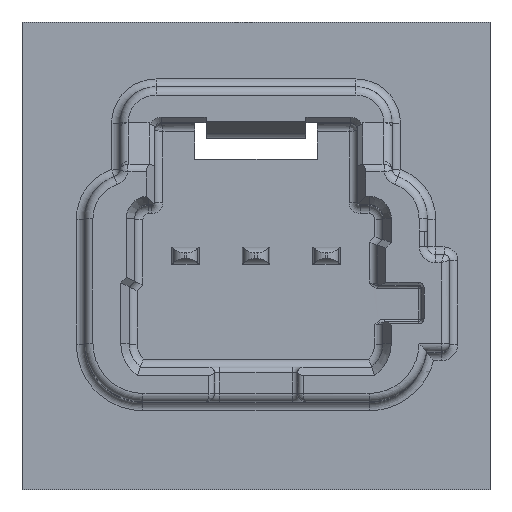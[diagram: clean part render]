
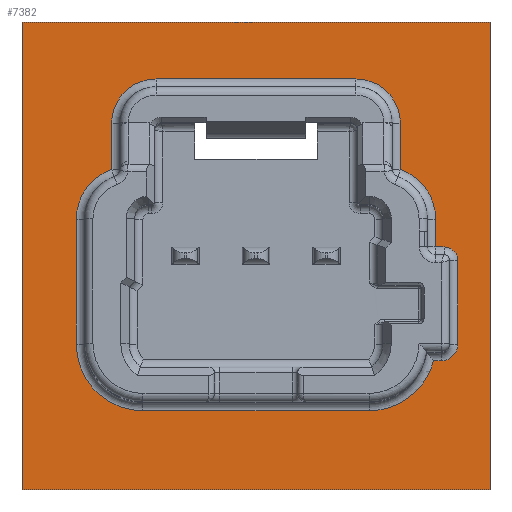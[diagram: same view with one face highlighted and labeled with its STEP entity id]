
A CAD part, top view. The second image highlights one B-rep face of the part: STEP entity #7382.
In plain terms, the highlighted planar face has unit normal (0, 0, 1).
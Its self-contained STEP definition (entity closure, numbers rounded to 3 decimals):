
#999=AXIS2_PLACEMENT_3D('Circle Axis2P3D',#997,#998,$) ;
#1645=AXIS2_PLACEMENT_3D('Circle Axis2P3D',#1643,#1644,$) ;
#3294=AXIS2_PLACEMENT_3D('Circle Axis2P3D',#3292,#3293,$) ;
#3365=AXIS2_PLACEMENT_3D('Circle Axis2P3D',#3363,#3364,$) ;
#3497=AXIS2_PLACEMENT_3D('Circle Axis2P3D',#3495,#3496,$) ;
#3607=AXIS2_PLACEMENT_3D('Circle Axis2P3D',#3605,#3606,$) ;
#5473=AXIS2_PLACEMENT_3D('Circle Axis2P3D',#5471,#5472,$) ;
#5679=AXIS2_PLACEMENT_3D('Circle Axis2P3D',#5677,#5678,$) ;
#7315=AXIS2_PLACEMENT_3D('Plane Axis2P3D',#7312,#7313,#7314) ;
#947=CARTESIAN_POINT('Vertex',(5.2,3.118,0.)) ;
#994=CARTESIAN_POINT('Vertex',(6.47,1.325,0.)) ;
#997=CARTESIAN_POINT('Axis2P3D Location',(4.57,1.325,0.)) ;
#1495=CARTESIAN_POINT('Line Origine',(5.2,0.,0.)) ;
#1499=CARTESIAN_POINT('Vertex',(5.2,4.775,0.)) ;
#1643=CARTESIAN_POINT('Axis2P3D Location',(3.6,4.775,0.)) ;
#1647=CARTESIAN_POINT('Vertex',(3.6,6.375,0.)) ;
#3289=CARTESIAN_POINT('Vertex',(7.27,-0.175,0.)) ;
#3292=CARTESIAN_POINT('Axis2P3D Location',(6.77,-0.175,0.)) ;
#3296=CARTESIAN_POINT('Vertex',(6.77,0.325,0.)) ;
#3360=CARTESIAN_POINT('Vertex',(-3.6,6.375,0.)) ;
#3363=CARTESIAN_POINT('Axis2P3D Location',(-3.6,4.775,0.)) ;
#3367=CARTESIAN_POINT('Vertex',(-5.2,4.775,0.)) ;
#3426=CARTESIAN_POINT('Line Origine',(-5.2,0.,0.)) ;
#3430=CARTESIAN_POINT('Vertex',(-5.2,3.118,0.)) ;
#3495=CARTESIAN_POINT('Axis2P3D Location',(-4.57,1.325,0.)) ;
#3499=CARTESIAN_POINT('Vertex',(-6.47,1.325,0.)) ;
#3550=CARTESIAN_POINT('Line Origine',(-6.47,0.,0.)) ;
#3554=CARTESIAN_POINT('Vertex',(-6.47,-3.175,0.)) ;
#3605=CARTESIAN_POINT('Axis2P3D Location',(-4.07,-3.175,0.)) ;
#3609=CARTESIAN_POINT('Vertex',(-4.07,-5.575,0.)) ;
#5468=CARTESIAN_POINT('Vertex',(6.67,-3.775,0.)) ;
#5471=CARTESIAN_POINT('Axis2P3D Location',(6.67,-3.175,0.)) ;
#5475=CARTESIAN_POINT('Vertex',(7.27,-3.175,0.)) ;
#5614=CARTESIAN_POINT('Line Origine',(0.,-5.575,0.)) ;
#5618=CARTESIAN_POINT('Vertex',(4.07,-5.575,0.)) ;
#5674=CARTESIAN_POINT('Vertex',(6.394,-3.775,0.)) ;
#5677=CARTESIAN_POINT('Axis2P3D Location',(4.07,-3.175,0.)) ;
#6417=CARTESIAN_POINT('Line Origine',(0.,6.375,0.)) ;
#6825=CARTESIAN_POINT('Line Origine',(0.,-3.775,0.)) ;
#6870=CARTESIAN_POINT('Line Origine',(7.27,0.,0.)) ;
#7166=CARTESIAN_POINT('Line Origine',(0.,0.325,0.)) ;
#7170=CARTESIAN_POINT('Vertex',(6.47,0.325,0.)) ;
#7253=CARTESIAN_POINT('Line Origine',(6.47,0.,0.)) ;
#7312=CARTESIAN_POINT('Axis2P3D Location',(0.,0.,0.)) ;
#7329=CARTESIAN_POINT('Line Origine',(0.,8.425,0.)) ;
#7333=CARTESIAN_POINT('Vertex',(8.426,8.425,0.)) ;
#7335=CARTESIAN_POINT('Vertex',(-8.426,8.425,0.)) ;
#7338=CARTESIAN_POINT('Line Origine',(-8.426,0.,0.)) ;
#7342=CARTESIAN_POINT('Vertex',(-8.426,-8.425,0.)) ;
#7345=CARTESIAN_POINT('Line Origine',(0.,-8.425,0.)) ;
#7349=CARTESIAN_POINT('Vertex',(8.426,-8.425,0.)) ;
#7352=CARTESIAN_POINT('Line Origine',(8.426,0.,0.)) ;
#998=DIRECTION('Axis2P3D Direction',(0.,0.,1.)) ;
#1496=DIRECTION('Vector Direction',(0.,-1.,0.)) ;
#1644=DIRECTION('Axis2P3D Direction',(0.,0.,1.)) ;
#3293=DIRECTION('Axis2P3D Direction',(0.,0.,1.)) ;
#3364=DIRECTION('Axis2P3D Direction',(-0.,0.,1.)) ;
#3427=DIRECTION('Vector Direction',(0.,-1.,0.)) ;
#3496=DIRECTION('Axis2P3D Direction',(-0.,0.,1.)) ;
#3551=DIRECTION('Vector Direction',(0.,-1.,0.)) ;
#3606=DIRECTION('Axis2P3D Direction',(0.,-0.,1.)) ;
#5472=DIRECTION('Axis2P3D Direction',(0.,0.,1.)) ;
#5615=DIRECTION('Vector Direction',(-1.,0.,0.)) ;
#5678=DIRECTION('Axis2P3D Direction',(0.,0.,1.)) ;
#6418=DIRECTION('Vector Direction',(-1.,0.,0.)) ;
#6826=DIRECTION('Vector Direction',(1.,0.,0.)) ;
#6871=DIRECTION('Vector Direction',(0.,-1.,0.)) ;
#7167=DIRECTION('Vector Direction',(-1.,0.,0.)) ;
#7254=DIRECTION('Vector Direction',(0.,1.,0.)) ;
#7313=DIRECTION('Axis2P3D Direction',(0.,0.,1.)) ;
#7314=DIRECTION('Axis2P3D XDirection',(1.,0.,0.)) ;
#7330=DIRECTION('Vector Direction',(1.,0.,0.)) ;
#7339=DIRECTION('Vector Direction',(0.,1.,0.)) ;
#7346=DIRECTION('Vector Direction',(-1.,0.,0.)) ;
#7353=DIRECTION('Vector Direction',(0.,-1.,0.)) ;
#1497=VECTOR('Line Direction',#1496,1.) ;
#3428=VECTOR('Line Direction',#3427,1.) ;
#3552=VECTOR('Line Direction',#3551,1.) ;
#5616=VECTOR('Line Direction',#5615,1.) ;
#6419=VECTOR('Line Direction',#6418,1.) ;
#6827=VECTOR('Line Direction',#6826,1.) ;
#6872=VECTOR('Line Direction',#6871,1.) ;
#7168=VECTOR('Line Direction',#7167,1.) ;
#7255=VECTOR('Line Direction',#7254,1.) ;
#7331=VECTOR('Line Direction',#7330,1.) ;
#7340=VECTOR('Line Direction',#7339,1.) ;
#7347=VECTOR('Line Direction',#7346,1.) ;
#7354=VECTOR('Line Direction',#7353,1.) ;
#7358=ORIENTED_EDGE('',*,*,#7337,.T.) ;
#7359=ORIENTED_EDGE('',*,*,#7344,.T.) ;
#7360=ORIENTED_EDGE('',*,*,#7351,.T.) ;
#7361=ORIENTED_EDGE('',*,*,#7356,.T.) ;
#7364=ORIENTED_EDGE('',*,*,#5681,.T.) ;
#7365=ORIENTED_EDGE('',*,*,#5620,.T.) ;
#7366=ORIENTED_EDGE('',*,*,#3611,.T.) ;
#7367=ORIENTED_EDGE('',*,*,#3556,.T.) ;
#7368=ORIENTED_EDGE('',*,*,#3501,.T.) ;
#7369=ORIENTED_EDGE('',*,*,#3432,.T.) ;
#7370=ORIENTED_EDGE('',*,*,#3369,.T.) ;
#7371=ORIENTED_EDGE('',*,*,#6421,.T.) ;
#7372=ORIENTED_EDGE('',*,*,#1649,.T.) ;
#7373=ORIENTED_EDGE('',*,*,#1501,.T.) ;
#7374=ORIENTED_EDGE('',*,*,#1001,.T.) ;
#7375=ORIENTED_EDGE('',*,*,#7257,.T.) ;
#7376=ORIENTED_EDGE('',*,*,#7172,.T.) ;
#7377=ORIENTED_EDGE('',*,*,#3298,.T.) ;
#7378=ORIENTED_EDGE('',*,*,#6874,.T.) ;
#7379=ORIENTED_EDGE('',*,*,#5477,.T.) ;
#7380=ORIENTED_EDGE('',*,*,#6829,.T.) ;
#7381=FACE_BOUND('',#7363,.T.) ;
#7382=ADVANCED_FACE('Bilateral Key D',(#7362,#7381),#7316,.T.) ;
#1000=CIRCLE('generated circle',#999,1.9) ;
#1646=CIRCLE('generated circle',#1645,1.6) ;
#3295=CIRCLE('generated circle',#3294,0.5) ;
#3366=CIRCLE('generated circle',#3365,1.6) ;
#3498=CIRCLE('generated circle',#3497,1.9) ;
#3608=CIRCLE('generated circle',#3607,2.4) ;
#5474=CIRCLE('generated circle',#5473,0.6) ;
#5680=CIRCLE('generated circle',#5679,2.4) ;
#1001=EDGE_CURVE('',#948,#995,#1000,.F.) ;
#1501=EDGE_CURVE('',#1500,#948,#1498,.T.) ;
#1649=EDGE_CURVE('',#1648,#1500,#1646,.F.) ;
#3298=EDGE_CURVE('',#3297,#3290,#3295,.F.) ;
#3369=EDGE_CURVE('',#3368,#3361,#3366,.F.) ;
#3432=EDGE_CURVE('',#3431,#3368,#3429,.F.) ;
#3501=EDGE_CURVE('',#3500,#3431,#3498,.F.) ;
#3556=EDGE_CURVE('',#3555,#3500,#3553,.F.) ;
#3611=EDGE_CURVE('',#3610,#3555,#3608,.F.) ;
#5477=EDGE_CURVE('',#5476,#5469,#5474,.F.) ;
#5620=EDGE_CURVE('',#5619,#3610,#5617,.T.) ;
#5681=EDGE_CURVE('',#5675,#5619,#5680,.F.) ;
#6421=EDGE_CURVE('',#3361,#1648,#6420,.F.) ;
#6829=EDGE_CURVE('',#5469,#5675,#6828,.F.) ;
#6874=EDGE_CURVE('',#3290,#5476,#6873,.T.) ;
#7172=EDGE_CURVE('',#7171,#3297,#7169,.F.) ;
#7257=EDGE_CURVE('',#995,#7171,#7256,.F.) ;
#7337=EDGE_CURVE('',#7334,#7336,#7332,.F.) ;
#7344=EDGE_CURVE('',#7336,#7343,#7341,.F.) ;
#7351=EDGE_CURVE('',#7343,#7350,#7348,.F.) ;
#7356=EDGE_CURVE('',#7350,#7334,#7355,.F.) ;
#7357=EDGE_LOOP('',(#7358,#7359,#7360,#7361)) ;
#7363=EDGE_LOOP('',(#7364,#7365,#7366,#7367,#7368,#7369,#7370,#7371,#7372,#7373,#7374,#7375,#7376,#7377,#7378,#7379,#7380)) ;
#7362=FACE_OUTER_BOUND('',#7357,.T.) ;
#1498=LINE('Line',#1495,#1497) ;
#3429=LINE('Line',#3426,#3428) ;
#3553=LINE('Line',#3550,#3552) ;
#5617=LINE('Line',#5614,#5616) ;
#6420=LINE('Line',#6417,#6419) ;
#6828=LINE('Line',#6825,#6827) ;
#6873=LINE('Line',#6870,#6872) ;
#7169=LINE('Line',#7166,#7168) ;
#7256=LINE('Line',#7253,#7255) ;
#7332=LINE('Line',#7329,#7331) ;
#7341=LINE('Line',#7338,#7340) ;
#7348=LINE('Line',#7345,#7347) ;
#7355=LINE('Line',#7352,#7354) ;
#7316=PLANE('',#7315) ;
#948=VERTEX_POINT('',#947) ;
#995=VERTEX_POINT('',#994) ;
#1500=VERTEX_POINT('',#1499) ;
#1648=VERTEX_POINT('',#1647) ;
#3290=VERTEX_POINT('',#3289) ;
#3297=VERTEX_POINT('',#3296) ;
#3361=VERTEX_POINT('',#3360) ;
#3368=VERTEX_POINT('',#3367) ;
#3431=VERTEX_POINT('',#3430) ;
#3500=VERTEX_POINT('',#3499) ;
#3555=VERTEX_POINT('',#3554) ;
#3610=VERTEX_POINT('',#3609) ;
#5469=VERTEX_POINT('',#5468) ;
#5476=VERTEX_POINT('',#5475) ;
#5619=VERTEX_POINT('',#5618) ;
#5675=VERTEX_POINT('',#5674) ;
#7171=VERTEX_POINT('',#7170) ;
#7334=VERTEX_POINT('',#7333) ;
#7336=VERTEX_POINT('',#7335) ;
#7343=VERTEX_POINT('',#7342) ;
#7350=VERTEX_POINT('',#7349) ;
